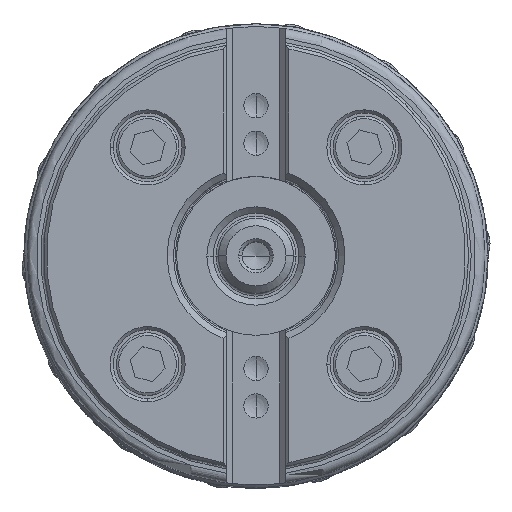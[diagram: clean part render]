
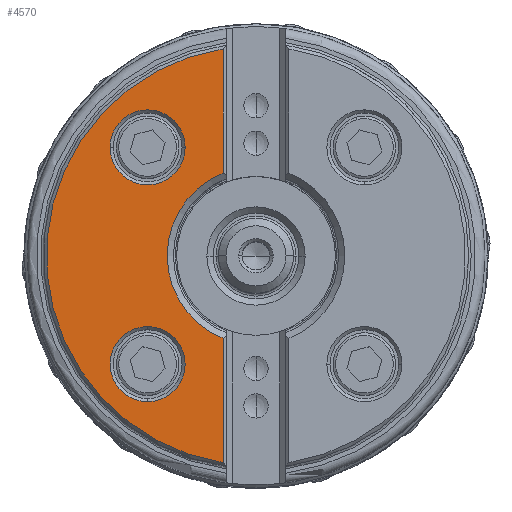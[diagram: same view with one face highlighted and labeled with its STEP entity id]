
A CAD part, top view. The second image highlights one B-rep face of the part: STEP entity #4570.
In plain terms, the highlighted planar face has unit normal (0, 0, 1).
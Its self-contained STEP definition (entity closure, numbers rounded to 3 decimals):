
#2176=PLANE('',#47180);
#2726=FACE_BOUND('',#10686,.T.);
#2727=FACE_BOUND('',#10687,.T.);
#2728=FACE_BOUND('',#10688,.T.);
#4570=ADVANCED_FACE('',(#2726,#2727,#2728),#2176,.T.);
#10686=EDGE_LOOP('',(#20654,#20655,#20656,#20657));
#10687=EDGE_LOOP('',(#20658,#20659));
#10688=EDGE_LOOP('',(#20660,#20661,#20662));
#13439=CIRCLE('',#47165,33.5);
#13443=CIRCLE('',#47173,14.2);
#13444=CIRCLE('',#47175,6.);
#13445=CIRCLE('',#47176,6.);
#13446=CIRCLE('',#47177,6.);
#13447=CIRCLE('',#47178,6.);
#13448=CIRCLE('',#47179,6.);
#20654=ORIENTED_EDGE('',*,*,#34829,.F.);
#20655=ORIENTED_EDGE('',*,*,#34826,.T.);
#20656=ORIENTED_EDGE('',*,*,#34810,.F.);
#20657=ORIENTED_EDGE('',*,*,#34808,.F.);
#20658=ORIENTED_EDGE('',*,*,#34830,.F.);
#20659=ORIENTED_EDGE('',*,*,#34831,.F.);
#20660=ORIENTED_EDGE('',*,*,#34832,.F.);
#20661=ORIENTED_EDGE('',*,*,#34833,.F.);
#20662=ORIENTED_EDGE('',*,*,#34834,.F.);
#29785=VERTEX_POINT('',#81540);
#29786=VERTEX_POINT('',#81542);
#29787=VERTEX_POINT('',#81551);
#29800=VERTEX_POINT('',#81636);
#29801=VERTEX_POINT('',#81648);
#29802=VERTEX_POINT('',#81649);
#29803=VERTEX_POINT('',#81652);
#29804=VERTEX_POINT('',#81653);
#29805=VERTEX_POINT('',#81655);
#34808=EDGE_CURVE('',#29785,#29786,#39457,.T.);
#34810=EDGE_CURVE('',#29786,#29787,#13439,.T.);
#34826=EDGE_CURVE('',#29800,#29787,#39466,.T.);
#34829=EDGE_CURVE('',#29800,#29785,#13443,.T.);
#34830=EDGE_CURVE('',#29801,#29802,#13444,.T.);
#34831=EDGE_CURVE('',#29802,#29801,#13445,.T.);
#34832=EDGE_CURVE('',#29803,#29804,#13446,.T.);
#34833=EDGE_CURVE('',#29805,#29803,#13447,.T.);
#34834=EDGE_CURVE('',#29804,#29805,#13448,.T.);
#39457=LINE('',#81541,#41910);
#39466=LINE('',#81635,#41919);
#41910=VECTOR('',#55671,1.);
#41919=VECTOR('',#55694,1.);
#47165=AXIS2_PLACEMENT_3D('',#81550,#55674,#55675);
#47173=AXIS2_PLACEMENT_3D('',#81645,#55699,#55700);
#47175=AXIS2_PLACEMENT_3D('',#81647,#55703,#55704);
#47176=AXIS2_PLACEMENT_3D('',#81650,#55705,#55706);
#47177=AXIS2_PLACEMENT_3D('',#81651,#55707,#55708);
#47178=AXIS2_PLACEMENT_3D('',#81654,#55709,#55710);
#47179=AXIS2_PLACEMENT_3D('',#81656,#55711,#55712);
#47180=AXIS2_PLACEMENT_3D('',#81657,#55713,#55714);
#55671=DIRECTION('',(0.,-1.,0.));
#55674=DIRECTION('',(0.,0.,-1.));
#55675=DIRECTION('',(-0.157,-0.988,0.));
#55694=DIRECTION('',(0.,1.,0.));
#55699=DIRECTION('',(0.,0.,1.));
#55700=DIRECTION('',(-0.371,0.929,0.));
#55703=DIRECTION('',(0.,0.,1.));
#55704=DIRECTION('',(0.,-1.,0.));
#55705=DIRECTION('',(0.,0.,1.));
#55706=DIRECTION('',(0.,1.,0.));
#55707=DIRECTION('',(0.,0.,1.));
#55708=DIRECTION('',(0.,-1.,0.));
#55709=DIRECTION('',(0.,0.,1.));
#55710=DIRECTION('',(-1.,0.,0.));
#55711=DIRECTION('',(0.,0.,1.));
#55712=DIRECTION('',(1.,0.,0.));
#55713=DIRECTION('',(0.,0.,1.));
#55714=DIRECTION('',(1.,0.,0.));
#81540=CARTESIAN_POINT('',(-5.263,-13.189,0.));
#81541=CARTESIAN_POINT('',(-5.263,-13.189,0.));
#81542=CARTESIAN_POINT('',(-5.263,-33.084,0.));
#81550=CARTESIAN_POINT('',(0.,0.,0.));
#81551=CARTESIAN_POINT('',(-5.263,33.084,0.));
#81635=CARTESIAN_POINT('',(-5.263,13.189,0.));
#81636=CARTESIAN_POINT('',(-5.262,13.189,0.));
#81645=CARTESIAN_POINT('',(0.,0.,0.));
#81647=CARTESIAN_POINT('',(-17.324,-17.324,0.));
#81648=CARTESIAN_POINT('',(-17.324,-23.324,0.));
#81649=CARTESIAN_POINT('',(-17.324,-11.324,0.));
#81650=CARTESIAN_POINT('',(-17.324,-17.324,0.));
#81651=CARTESIAN_POINT('',(-17.324,17.324,0.));
#81652=CARTESIAN_POINT('',(-17.324,11.324,0.));
#81653=CARTESIAN_POINT('',(-11.324,17.324,0.));
#81654=CARTESIAN_POINT('',(-17.324,17.324,0.));
#81655=CARTESIAN_POINT('',(-23.324,17.324,0.));
#81656=CARTESIAN_POINT('',(-17.324,17.324,0.));
#81657=CARTESIAN_POINT('',(-19.381,0.,0.));
